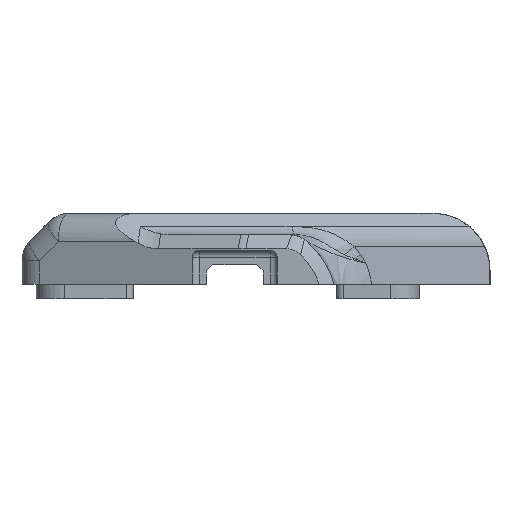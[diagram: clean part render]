
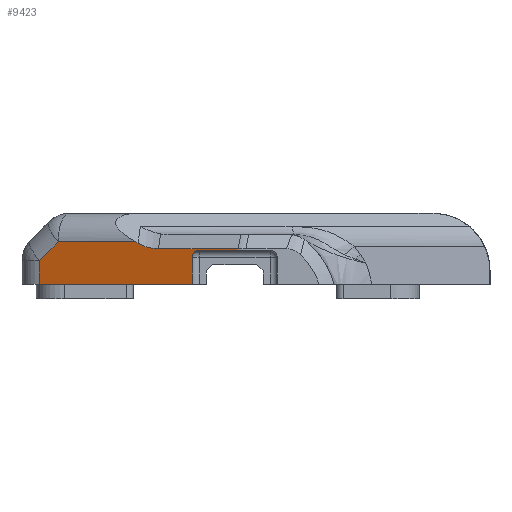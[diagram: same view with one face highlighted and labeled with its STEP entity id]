
A CAD part, front view. The second image highlights one B-rep face of the part: STEP entity #9423.
In plain terms, the highlighted planar face has unit normal (-0.387, -0.922, 0).
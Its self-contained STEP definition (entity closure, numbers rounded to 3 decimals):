
#2660=CARTESIAN_POINT('',(20.,-13.065,0.));
#2661=VERTEX_POINT('',#2660);
#2668=CARTESIAN_POINT('',(-1.547,-4.029,-0.));
#2669=VERTEX_POINT('',#2668);
#2670=CARTESIAN_POINT('',(20.,-13.065,0.));
#2671=DIRECTION('',(-0.922,0.387,-0.));
#2672=VECTOR('',#2671,23.365);
#2673=LINE('',#2670,#2672);
#2674=EDGE_CURVE('',#2661,#2669,#2673,.T.);
#3291=CARTESIAN_POINT('',(12.026,-9.721,6.));
#3292=VERTEX_POINT('',#3291);
#3300=CARTESIAN_POINT('',(12.382,-9.87,5.802));
#3301=VERTEX_POINT('',#3300);
#3302=CARTESIAN_POINT('',(12.382,-9.87,5.802));
#3303=DIRECTION('',(-0.82,0.344,0.457));
#3304=VECTOR('',#3303,0.434);
#3305=LINE('',#3302,#3304);
#3306=EDGE_CURVE('',#3301,#3292,#3305,.T.);
#3498=CARTESIAN_POINT('',(26.258,-15.689,4.8));
#3499=VERTEX_POINT('',#3498);
#3500=CARTESIAN_POINT('',(26.258,-15.689,5.));
#3501=VERTEX_POINT('',#3500);
#3502=CARTESIAN_POINT('',(26.258,-15.689,4.8));
#3503=DIRECTION('',(-0.,-0.,1.));
#3504=VECTOR('',#3503,0.2);
#3505=LINE('',#3502,#3504);
#3506=EDGE_CURVE('',#3499,#3501,#3505,.T.);
#4614=CARTESIAN_POINT('',(1.11,-5.143,6.));
#4615=VERTEX_POINT('',#4614);
#4623=CARTESIAN_POINT('',(12.026,-9.721,6.));
#4624=DIRECTION('',(-0.922,0.387,-0.));
#4625=VECTOR('',#4624,11.837);
#4626=LINE('',#4623,#4625);
#4627=EDGE_CURVE('',#3292,#4615,#4626,.T.);
#4656=CARTESIAN_POINT('',(-1.547,-4.029,3.343));
#4657=VERTEX_POINT('',#4656);
#4665=CARTESIAN_POINT('',(1.11,-5.143,6.));
#4666=DIRECTION('',(-0.678,0.284,-0.678));
#4667=VECTOR('',#4666,3.919);
#4668=LINE('',#4665,#4667);
#4669=EDGE_CURVE('',#4615,#4657,#4668,.T.);
#4712=CARTESIAN_POINT('',(-1.547,-4.029,3.343));
#4713=DIRECTION('',(0.,0.,-1.));
#4714=VECTOR('',#4713,3.343);
#4715=LINE('',#4712,#4714);
#4716=EDGE_CURVE('',#4657,#2669,#4715,.T.);
#5789=CARTESIAN_POINT('',(15.264,-11.078,5.));
#5790=VERTEX_POINT('',#5789);
#5791=CARTESIAN_POINT('',(13.823,-10.474,16.314));
#5792=DIRECTION('',(0.387,0.922,0.));
#5793=DIRECTION('',(-0.246,0.103,0.964));
#5794=AXIS2_PLACEMENT_3D('',#5791,#5792,#5793);
#5795=ELLIPSE('',#5794,11.527,8.);
#5796=EDGE_CURVE('',#5790,#3301,#5795,.T.);
#7396=CARTESIAN_POINT('',(26.258,-15.689,5.));
#7397=DIRECTION('',(-0.922,0.387,-0.));
#7398=VECTOR('',#7397,11.922);
#7399=LINE('',#7396,#7398);
#7400=EDGE_CURVE('',#3501,#5790,#7399,.T.);
#9385=CARTESIAN_POINT('',(11.5,-9.5,7.));
#9386=DIRECTION('',(-0.387,-0.922,-0.));
#9387=DIRECTION('',(0.922,-0.387,0.));
#9388=AXIS2_PLACEMENT_3D('',#9385,#9386,#9387);
#9389=PLANE('',#9388);
#9390=CARTESIAN_POINT('',(20.,-13.065,3.8));
#9391=VERTEX_POINT('',#9390);
#9392=CARTESIAN_POINT('',(20.,-13.065,3.8));
#9393=DIRECTION('',(0.,0.,-1.));
#9394=VECTOR('',#9393,3.8);
#9395=LINE('',#9392,#9394);
#9396=EDGE_CURVE('',#9391,#2661,#9395,.T.);
#9397=ORIENTED_EDGE('',*,*,#9396,.F.);
#9398=CARTESIAN_POINT('',(21.,-13.484,4.8));
#9399=VERTEX_POINT('',#9398);
#9400=CARTESIAN_POINT('',(21.,-13.484,3.8));
#9401=DIRECTION('',(0.387,0.922,0.));
#9402=DIRECTION('',(0.922,-0.387,0.));
#9403=AXIS2_PLACEMENT_3D('',#9400,#9401,#9402);
#9404=ELLIPSE('',#9403,1.084,1.);
#9405=EDGE_CURVE('',#9391,#9399,#9404,.T.);
#9406=ORIENTED_EDGE('',*,*,#9405,.T.);
#9407=CARTESIAN_POINT('',(26.258,-15.689,4.8));
#9408=DIRECTION('',(-0.922,0.387,-0.));
#9409=VECTOR('',#9408,5.701);
#9410=LINE('',#9407,#9409);
#9411=EDGE_CURVE('',#3499,#9399,#9410,.T.);
#9412=ORIENTED_EDGE('',*,*,#9411,.F.);
#9413=ORIENTED_EDGE('',*,*,#3506,.T.);
#9414=ORIENTED_EDGE('',*,*,#7400,.T.);
#9415=ORIENTED_EDGE('',*,*,#5796,.T.);
#9416=ORIENTED_EDGE('',*,*,#3306,.T.);
#9417=ORIENTED_EDGE('',*,*,#4627,.T.);
#9418=ORIENTED_EDGE('',*,*,#4669,.T.);
#9419=ORIENTED_EDGE('',*,*,#4716,.T.);
#9420=ORIENTED_EDGE('',*,*,#2674,.F.);
#9421=EDGE_LOOP('',(#9397,#9406,#9412,#9413,#9414,#9415,#9416,#9417,#9418,#9419,#9420));
#9422=FACE_BOUND('',#9421,.T.);
#9423=ADVANCED_FACE('',(#9422),#9389,.T.);
